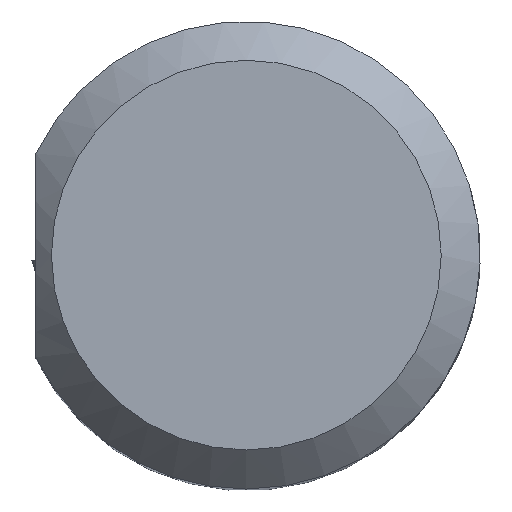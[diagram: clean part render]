
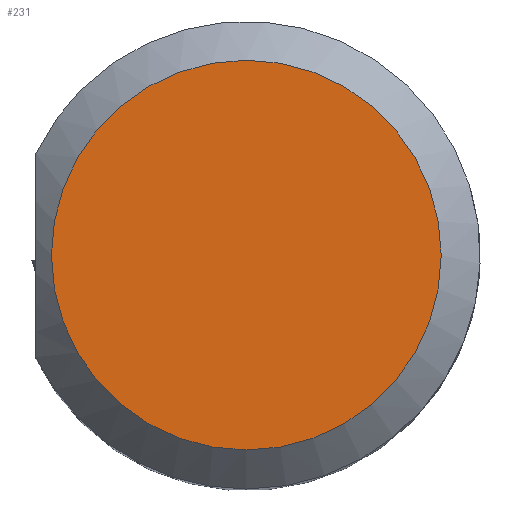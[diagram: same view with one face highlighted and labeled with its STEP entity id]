
A CAD part, top view. The second image highlights one B-rep face of the part: STEP entity #231.
In plain terms, the highlighted planar face has unit normal (0, 0, 1).
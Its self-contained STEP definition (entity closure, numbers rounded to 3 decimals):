
#141=PLANE('',#694);
#231=ADVANCED_FACE('',(#267),#141,.T.);
#267=FACE_OUTER_BOUND('',#293,.T.);
#293=EDGE_LOOP('',(#396));
#332=CIRCLE('',#684,5.);
#396=ORIENTED_EDGE('',*,*,#553,.F.);
#500=VERTEX_POINT('',#988);
#553=EDGE_CURVE('',#500,#500,#332,.T.);
#684=AXIS2_PLACEMENT_3D('',#987,#784,#785);
#694=AXIS2_PLACEMENT_3D('',#1028,#806,#807);
#784=DIRECTION('',(0.,0.,-1.));
#785=DIRECTION('',(0.,-1.,0.));
#806=DIRECTION('',(0.,0.,1.));
#807=DIRECTION('',(0.,1.,0.));
#987=CARTESIAN_POINT('',(0.,0.,0.));
#988=CARTESIAN_POINT('',(0.,-5.,0.));
#1028=CARTESIAN_POINT('',(5.,0.,0.));
